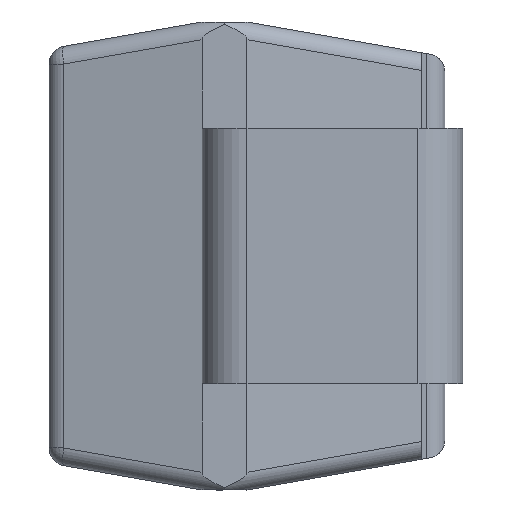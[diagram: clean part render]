
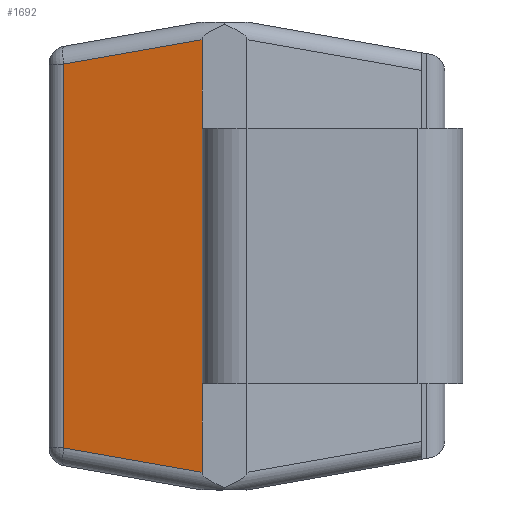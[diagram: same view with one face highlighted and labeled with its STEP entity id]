
A CAD part, left-side view. The second image highlights one B-rep face of the part: STEP entity #1692.
In plain terms, the highlighted planar face has unit normal (-0.985, 0.174, 0).
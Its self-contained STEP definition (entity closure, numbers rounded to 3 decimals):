
#25 = DIRECTION ( 'NONE',  ( 0., 0., -1. ) ) ;
#32 = FACE_OUTER_BOUND ( 'NONE', #2339, .T. ) ;
#41 = VERTEX_POINT ( 'NONE', #726 ) ;
#193 = LINE ( 'NONE', #1190, #2125 ) ;
#197 = VERTEX_POINT ( 'NONE', #1672 ) ;
#220 = DIRECTION ( 'NONE',  ( -0.174, -0.985, 0. ) ) ;
#285 = CARTESIAN_POINT ( 'NONE',  ( -2.06, 0.322, 0.71 ) ) ;
#401 = LINE ( 'NONE', #2353, #1801 ) ;
#402 = CARTESIAN_POINT ( 'NONE',  ( -2.06, 0.322, 1.3 ) ) ;
#478 = VECTOR ( 'NONE', #941, 1000. ) ;
#496 = VERTEX_POINT ( 'NONE', #285 ) ;
#508 = DIRECTION ( 'NONE',  ( 0., 0., -1. ) ) ;
#513 = ORIENTED_EDGE ( 'NONE', *, *, #624, .T. ) ;
#622 = ORIENTED_EDGE ( 'NONE', *, *, #1823, .F. ) ;
#624 = EDGE_CURVE ( 'NONE', #41, #197, #193, .T. ) ;
#726 = CARTESIAN_POINT ( 'NONE',  ( -1.925, 1.09, -1.066 ) ) ;
#740 = VECTOR ( 'NONE', #25, 1000. ) ;
#870 = CARTESIAN_POINT ( 'NONE',  ( -2.06, 0.322, 0.71 ) ) ;
#941 = DIRECTION ( 'NONE',  ( 0., 0., -1. ) ) ;
#1092 = CARTESIAN_POINT ( 'NONE',  ( -2.056, 0.344, 1.198 ) ) ;
#1190 = CARTESIAN_POINT ( 'NONE',  ( -2.063, 0.306, -1.204 ) ) ;
#1254 = CARTESIAN_POINT ( 'NONE',  ( -2.053, 0.362, 1.3 ) ) ;
#1273 = VECTOR ( 'NONE', #508, 1000. ) ;
#1318 = AXIS2_PLACEMENT_3D ( 'NONE', #1254, #2068, #220 ) ;
#1357 = DIRECTION ( 'NONE',  ( 0., 0., -1. ) ) ;
#1468 = CARTESIAN_POINT ( 'NONE',  ( -2.06, 0.322, 1.202 ) ) ;
#1516 = LINE ( 'NONE', #1092, #2000 ) ;
#1534 = ORIENTED_EDGE ( 'NONE', *, *, #1936, .T. ) ;
#1545 = DIRECTION ( 'NONE',  ( -0.171, -0.97, -0.171 ) ) ;
#1651 = CARTESIAN_POINT ( 'NONE',  ( -1.925, 1.09, 1.066 ) ) ;
#1668 = VERTEX_POINT ( 'NONE', #2244 ) ;
#1672 = CARTESIAN_POINT ( 'NONE',  ( -2.06, 0.322, -1.202 ) ) ;
#1692 = ADVANCED_FACE ( 'NONE', ( #32 ), #2479, .T. ) ;
#1801 = VECTOR ( 'NONE', #1357, 1000. ) ;
#1823 = EDGE_CURVE ( 'NONE', #496, #1668, #2499, .T. ) ;
#1831 = CARTESIAN_POINT ( 'NONE',  ( -1.925, 1.09, -1.15 ) ) ;
#1878 = ORIENTED_EDGE ( 'NONE', *, *, #2111, .T. ) ;
#1927 = ORIENTED_EDGE ( 'NONE', *, *, #2010, .F. ) ;
#1936 = EDGE_CURVE ( 'NONE', #2099, #2335, #1516, .T. ) ;
#2000 = VECTOR ( 'NONE', #2136, 1000. ) ;
#2010 = EDGE_CURVE ( 'NONE', #2099, #496, #2417, .T. ) ;
#2068 = DIRECTION ( 'NONE',  ( -0.985, 0.174, 0. ) ) ;
#2099 = VERTEX_POINT ( 'NONE', #1468 ) ;
#2111 = EDGE_CURVE ( 'NONE', #2335, #41, #2434, .T. ) ;
#2125 = VECTOR ( 'NONE', #1545, 1000. ) ;
#2136 = DIRECTION ( 'NONE',  ( 0.171, 0.97, -0.171 ) ) ;
#2244 = CARTESIAN_POINT ( 'NONE',  ( -2.06, 0.322, -0.71 ) ) ;
#2335 = VERTEX_POINT ( 'NONE', #1651 ) ;
#2339 = EDGE_LOOP ( 'NONE', ( #1878, #513, #2483, #622, #1927, #1534 ) ) ;
#2353 = CARTESIAN_POINT ( 'NONE',  ( -2.06, 0.322, 1.3 ) ) ;
#2409 = EDGE_CURVE ( 'NONE', #1668, #197, #401, .T. ) ;
#2417 = LINE ( 'NONE', #402, #478 ) ;
#2434 = LINE ( 'NONE', #1831, #740 ) ;
#2479 = PLANE ( 'NONE',  #1318 ) ;
#2483 = ORIENTED_EDGE ( 'NONE', *, *, #2409, .F. ) ;
#2499 = LINE ( 'NONE', #870, #1273 ) ;
